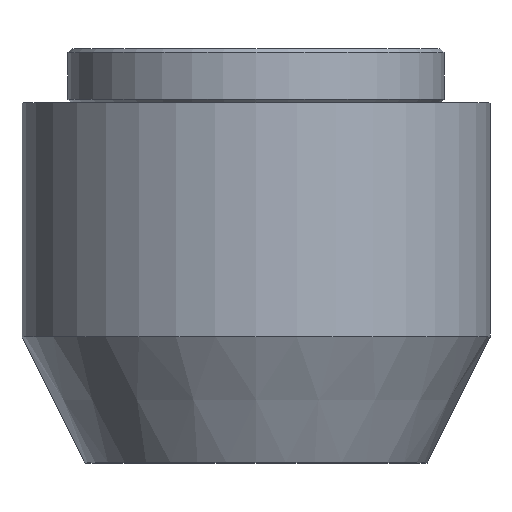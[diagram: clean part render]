
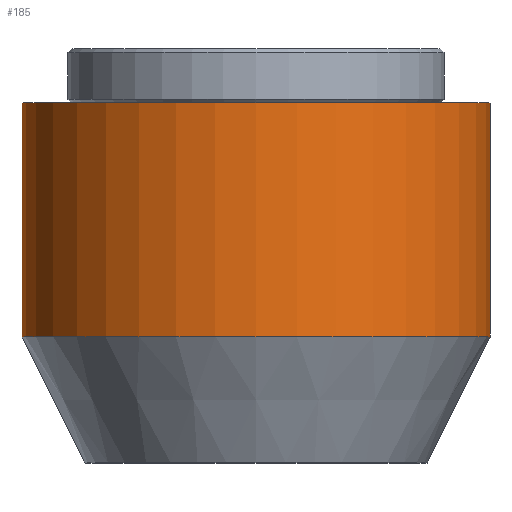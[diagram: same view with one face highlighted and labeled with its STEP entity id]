
A CAD part, top view. The second image highlights one B-rep face of the part: STEP entity #185.
In plain terms, the highlighted cylindrical face has radius 13 mm (diameter 26 mm), a partial arc.
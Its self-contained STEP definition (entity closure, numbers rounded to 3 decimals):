
#19 = DIRECTION ( 'NONE',  ( 0., -1., 0. ) ) ;
#34 = CARTESIAN_POINT ( 'NONE',  ( -13., 0., 0. ) ) ;
#57 = EDGE_CURVE ( 'NONE', #375, #181, #265, .T. ) ;
#64 = CARTESIAN_POINT ( 'NONE',  ( -13., 7., 0. ) ) ;
#84 = ORIENTED_EDGE ( 'NONE', *, *, #198, .T. ) ;
#112 = DIRECTION ( 'NONE',  ( 0., -1., 0. ) ) ;
#124 = AXIS2_PLACEMENT_3D ( 'NONE', #248, #112, #431 ) ;
#125 = CARTESIAN_POINT ( 'NONE',  ( -13., 20., 0. ) ) ;
#144 = LINE ( 'NONE', #365, #395 ) ;
#164 = AXIS2_PLACEMENT_3D ( 'NONE', #350, #315, #428 ) ;
#181 = VERTEX_POINT ( 'NONE', #64 ) ;
#185 = ADVANCED_FACE ( 'NONE', ( #471 ), #462, .T. ) ;
#190 = CIRCLE ( 'NONE', #164, 13. ) ;
#194 = EDGE_LOOP ( 'NONE', ( #84, #322, #382, #436 ) ) ;
#198 = EDGE_CURVE ( 'NONE', #317, #375, #305, .T. ) ;
#203 = CARTESIAN_POINT ( 'NONE',  ( 0., 0., 0. ) ) ;
#239 = VERTEX_POINT ( 'NONE', #343 ) ;
#248 = CARTESIAN_POINT ( 'NONE',  ( 0., 20., 0. ) ) ;
#265 = LINE ( 'NONE', #34, #324 ) ;
#290 = DIRECTION ( 'NONE',  ( 0., -1., 0. ) ) ;
#305 = CIRCLE ( 'NONE', #124, 13. ) ;
#313 = EDGE_CURVE ( 'NONE', #317, #239, #144, .T. ) ;
#315 = DIRECTION ( 'NONE',  ( 0., -1., 0. ) ) ;
#317 = VERTEX_POINT ( 'NONE', #398 ) ;
#322 = ORIENTED_EDGE ( 'NONE', *, *, #57, .T. ) ;
#324 = VECTOR ( 'NONE', #290, 1000. ) ;
#332 = DIRECTION ( 'NONE',  ( 0., -1., 0. ) ) ;
#343 = CARTESIAN_POINT ( 'NONE',  ( 13., 7., 0. ) ) ;
#350 = CARTESIAN_POINT ( 'NONE',  ( 0., 7., 0. ) ) ;
#365 = CARTESIAN_POINT ( 'NONE',  ( 13., 0., 0. ) ) ;
#373 = EDGE_CURVE ( 'NONE', #239, #181, #190, .T. ) ;
#375 = VERTEX_POINT ( 'NONE', #125 ) ;
#382 = ORIENTED_EDGE ( 'NONE', *, *, #373, .F. ) ;
#395 = VECTOR ( 'NONE', #332, 1000. ) ;
#398 = CARTESIAN_POINT ( 'NONE',  ( 13., 20., 0. ) ) ;
#409 = AXIS2_PLACEMENT_3D ( 'NONE', #203, #19, #448 ) ;
#428 = DIRECTION ( 'NONE',  ( 1., 0., 0. ) ) ;
#431 = DIRECTION ( 'NONE',  ( 1., 0., 0. ) ) ;
#436 = ORIENTED_EDGE ( 'NONE', *, *, #313, .F. ) ;
#448 = DIRECTION ( 'NONE',  ( 1., 0., 0. ) ) ;
#462 = CYLINDRICAL_SURFACE ( 'NONE', #409, 13. ) ;
#471 = FACE_OUTER_BOUND ( 'NONE', #194, .T. ) ;
